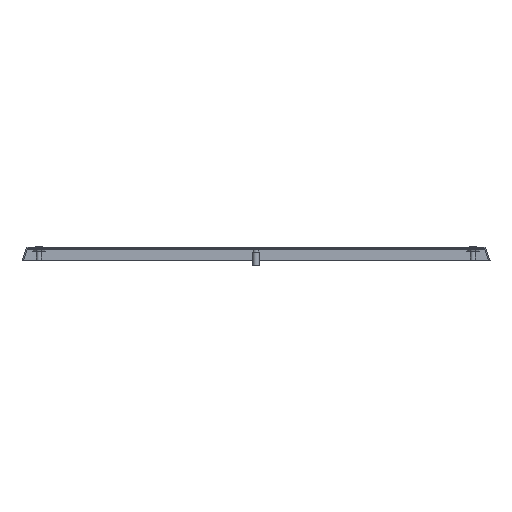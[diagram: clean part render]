
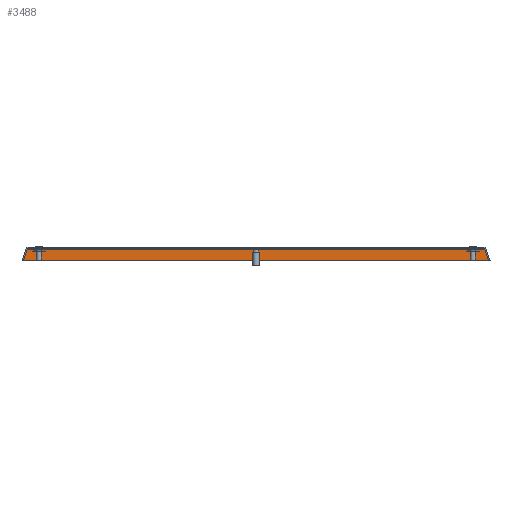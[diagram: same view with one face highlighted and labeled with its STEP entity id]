
A CAD part, front view. The second image highlights one B-rep face of the part: STEP entity #3488.
In plain terms, the highlighted planar face has unit normal (0, -1, 0).
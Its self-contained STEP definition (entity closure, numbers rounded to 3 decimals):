
#114 = PLANE ( 'NONE',  #5024 ) ;
#163 = CARTESIAN_POINT ( 'NONE',  ( -273.363, 1000.4, -16. ) ) ;
#164 = VERTEX_POINT ( 'NONE', #163 ) ;
#218 = FACE_OUTER_BOUND ( 'NONE', #5940, .T. ) ;
#454 = ORIENTED_EDGE ( 'NONE', *, *, #5694, .F. ) ;
#658 = DIRECTION ( 'NONE',  ( 0., 1., 0. ) ) ;
#820 = DIRECTION ( 'NONE',  ( -1., 0., 0. ) ) ;
#966 = CARTESIAN_POINT ( 'NONE',  ( -268.651, 1000.4, -1.5 ) ) ;
#1117 = DIRECTION ( 'NONE',  ( -1., 0., 0. ) ) ;
#1155 = CARTESIAN_POINT ( 'NONE',  ( 221.005, 1000.4, 145.142 ) ) ;
#1193 = VECTOR ( 'NONE', #820, 1000. ) ;
#1516 = LINE ( 'NONE', #1155, #4809 ) ;
#1578 = VERTEX_POINT ( 'NONE', #6127 ) ;
#1689 = DIRECTION ( 'NONE',  ( 0., 0., 1. ) ) ;
#2012 = CARTESIAN_POINT ( 'NONE',  ( 273.363, 1000.4, -16. ) ) ;
#2600 = DIRECTION ( 'NONE',  ( 0.309, 0., -0.951 ) ) ;
#2680 = EDGE_CURVE ( 'NONE', #164, #3679, #4455, .T. ) ;
#2889 = EDGE_CURVE ( 'NONE', #1578, #3679, #5781, .T. ) ;
#3390 = DIRECTION ( 'NONE',  ( 0.309, 0., 0.951 ) ) ;
#3461 = VECTOR ( 'NONE', #3390, 1000. ) ;
#3488 = ADVANCED_FACE ( 'NONE', ( #218 ), #114, .F. ) ;
#3618 = EDGE_CURVE ( 'NONE', #1578, #4204, #1516, .T. ) ;
#3679 = VERTEX_POINT ( 'NONE', #966 ) ;
#4140 = ORIENTED_EDGE ( 'NONE', *, *, #2680, .F. ) ;
#4164 = ORIENTED_EDGE ( 'NONE', *, *, #2889, .T. ) ;
#4204 = VERTEX_POINT ( 'NONE', #2012 ) ;
#4455 = LINE ( 'NONE', #6052, #3461 ) ;
#4518 = LINE ( 'NONE', #5713, #1193 ) ;
#4719 = VECTOR ( 'NONE', #1117, 1000. ) ;
#4809 = VECTOR ( 'NONE', #2600, 1000. ) ;
#5024 = AXIS2_PLACEMENT_3D ( 'NONE', #6029, #658, #1689 ) ;
#5694 = EDGE_CURVE ( 'NONE', #4204, #164, #4518, .T. ) ;
#5713 = CARTESIAN_POINT ( 'NONE',  ( 0., 1000.4, -16. ) ) ;
#5781 = LINE ( 'NONE', #5975, #4719 ) ;
#5940 = EDGE_LOOP ( 'NONE', ( #454, #6628, #4164, #4140 ) ) ;
#5975 = CARTESIAN_POINT ( 'NONE',  ( 0., 1000.4, -1.5 ) ) ;
#6029 = CARTESIAN_POINT ( 'NONE',  ( -274.94, 1000.4, -16. ) ) ;
#6052 = CARTESIAN_POINT ( 'NONE',  ( -273.513, 1000.4, -16.464 ) ) ;
#6127 = CARTESIAN_POINT ( 'NONE',  ( 268.651, 1000.4, -1.5 ) ) ;
#6628 = ORIENTED_EDGE ( 'NONE', *, *, #3618, .F. ) ;
